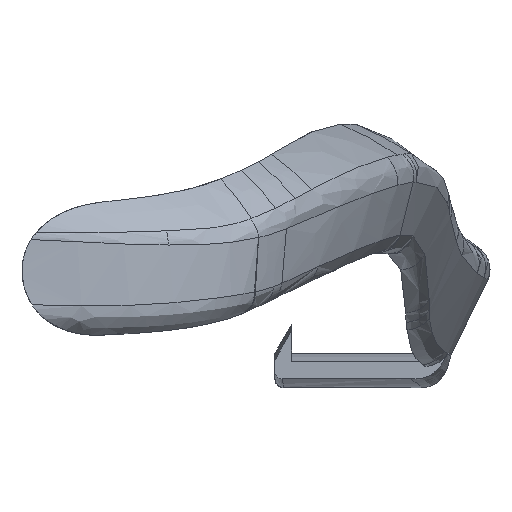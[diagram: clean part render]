
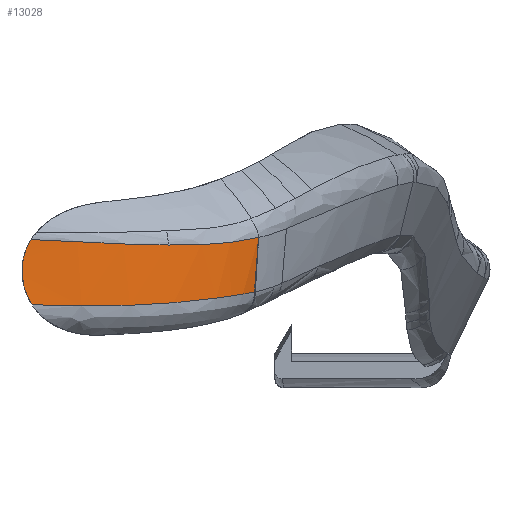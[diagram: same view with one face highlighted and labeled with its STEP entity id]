
A CAD part, left-side view. The second image highlights one B-rep face of the part: STEP entity #13028.
In plain terms, the highlighted free-form (B-spline) face has degree [1, 3] with [2, 9] control points.
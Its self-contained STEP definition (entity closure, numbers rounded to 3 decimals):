
#9015=CARTESIAN_POINT('Vertex',(-67.02,5.653,15.303)) ;
#9276=CARTESIAN_POINT('Vertex',(-70.961,11.043,14.85)) ;
#9280=CARTESIAN_POINT('Control Point',(-67.02,5.653,15.303)) ;
#9281=CARTESIAN_POINT('Control Point',(-67.151,5.778,15.272)) ;
#9282=CARTESIAN_POINT('Control Point',(-67.289,5.911,15.239)) ;
#9283=CARTESIAN_POINT('Control Point',(-67.419,6.043,15.21)) ;
#9284=CARTESIAN_POINT('Control Point',(-67.811,6.447,15.127)) ;
#9285=CARTESIAN_POINT('Control Point',(-68.186,6.865,15.059)) ;
#9286=CARTESIAN_POINT('Control Point',(-68.428,7.151,15.02)) ;
#9287=CARTESIAN_POINT('Control Point',(-68.724,7.517,14.977)) ;
#9288=CARTESIAN_POINT('Control Point',(-69.009,7.893,14.944)) ;
#9289=CARTESIAN_POINT('Control Point',(-69.056,7.957,14.938)) ;
#9290=CARTESIAN_POINT('Control Point',(-69.167,8.106,14.926)) ;
#9291=CARTESIAN_POINT('Control Point',(-69.272,8.252,14.916)) ;
#9292=CARTESIAN_POINT('Control Point',(-69.322,8.322,14.911)) ;
#9293=CARTESIAN_POINT('Control Point',(-69.487,8.556,14.896)) ;
#9294=CARTESIAN_POINT('Control Point',(-69.642,8.785,14.885)) ;
#9295=CARTESIAN_POINT('Control Point',(-69.742,8.934,14.879)) ;
#9296=CARTESIAN_POINT('Control Point',(-69.885,9.155,14.871)) ;
#9297=CARTESIAN_POINT('Control Point',(-70.028,9.386,14.864)) ;
#9298=CARTESIAN_POINT('Control Point',(-70.058,9.434,14.863)) ;
#9299=CARTESIAN_POINT('Control Point',(-70.269,9.777,14.854)) ;
#9300=CARTESIAN_POINT('Control Point',(-70.472,10.125,14.851)) ;
#9301=CARTESIAN_POINT('Control Point',(-70.644,10.435,14.848)) ;
#9302=CARTESIAN_POINT('Control Point',(-70.806,10.738,14.848)) ;
#9303=CARTESIAN_POINT('Control Point',(-70.961,11.043,14.85)) ;
#9348=CARTESIAN_POINT('Vertex',(-73.699,19.218,15.173)) ;
#9352=CARTESIAN_POINT('Control Point',(-70.961,11.043,14.849)) ;
#9353=CARTESIAN_POINT('Control Point',(-71.472,12.048,14.853)) ;
#9354=CARTESIAN_POINT('Control Point',(-72.337,14.103,14.917)) ;
#9355=CARTESIAN_POINT('Control Point',(-73.165,16.862,15.07)) ;
#9356=CARTESIAN_POINT('Control Point',(-73.563,18.571,15.147)) ;
#9357=CARTESIAN_POINT('Control Point',(-73.699,19.218,15.173)) ;
#12903=CARTESIAN_POINT('Control Point',(-66.726,5.893,12.045)) ;
#12904=CARTESIAN_POINT('Control Point',(-66.79,5.837,12.778)) ;
#12905=CARTESIAN_POINT('Control Point',(-66.854,5.782,13.511)) ;
#12906=CARTESIAN_POINT('Control Point',(-66.882,5.757,13.838)) ;
#12907=CARTESIAN_POINT('Control Point',(-66.946,5.701,14.572)) ;
#12908=CARTESIAN_POINT('Control Point',(-67.01,5.646,15.305)) ;
#12909=CARTESIAN_POINT('Vertex',(-66.726,5.893,12.045)) ;
#12959=CARTESIAN_POINT('Control Point',(-67.02,5.653,15.303)) ;
#12960=CARTESIAN_POINT('Control Point',(-67.972,6.556,15.072)) ;
#12961=CARTESIAN_POINT('Control Point',(-69.359,8.223,14.868)) ;
#12962=CARTESIAN_POINT('Control Point',(-70.547,10.229,14.846)) ;
#12963=CARTESIAN_POINT('Control Point',(-71.453,12.009,14.854)) ;
#12964=CARTESIAN_POINT('Control Point',(-72.162,13.698,14.905)) ;
#12965=CARTESIAN_POINT('Control Point',(-73.091,16.541,15.05)) ;
#12966=CARTESIAN_POINT('Control Point',(-73.556,18.482,15.149)) ;
#12967=CARTESIAN_POINT('Control Point',(-73.816,19.786,15.196)) ;
#12968=CARTESIAN_POINT('Control Point',(-66.725,5.894,12.032)) ;
#12969=CARTESIAN_POINT('Control Point',(-67.795,6.671,11.898)) ;
#12970=CARTESIAN_POINT('Control Point',(-69.253,8.27,11.651)) ;
#12971=CARTESIAN_POINT('Control Point',(-70.446,10.252,11.437)) ;
#12972=CARTESIAN_POINT('Control Point',(-71.349,12.02,11.302)) ;
#12973=CARTESIAN_POINT('Control Point',(-72.054,13.703,11.231)) ;
#12974=CARTESIAN_POINT('Control Point',(-72.971,16.543,11.216)) ;
#12975=CARTESIAN_POINT('Control Point',(-73.442,18.477,11.262)) ;
#12976=CARTESIAN_POINT('Control Point',(-73.716,19.774,11.301)) ;
#12978=CARTESIAN_POINT('Control Point',(-73.583,19.159,11.283)) ;
#12979=CARTESIAN_POINT('Control Point',(-73.7,19.605,11.965)) ;
#12980=CARTESIAN_POINT('Control Point',(-73.773,19.868,12.775)) ;
#12981=CARTESIAN_POINT('Control Point',(-73.799,19.896,13.686)) ;
#12982=CARTESIAN_POINT('Control Point',(-73.772,19.65,14.489)) ;
#12983=CARTESIAN_POINT('Control Point',(-73.699,19.218,15.174)) ;
#12984=CARTESIAN_POINT('Vertex',(-73.583,19.159,11.283)) ;
#12988=CARTESIAN_POINT('Control Point',(-69.033,8.162,11.687)) ;
#12989=CARTESIAN_POINT('Control Point',(-69.264,8.458,11.647)) ;
#12990=CARTESIAN_POINT('Control Point',(-69.495,8.772,11.606)) ;
#12991=CARTESIAN_POINT('Control Point',(-69.713,9.093,11.567)) ;
#12992=CARTESIAN_POINT('Control Point',(-70.135,9.742,11.493)) ;
#12993=CARTESIAN_POINT('Control Point',(-70.52,10.411,11.429)) ;
#12994=CARTESIAN_POINT('Control Point',(-70.71,10.763,11.398)) ;
#12995=CARTESIAN_POINT('Control Point',(-71.235,11.789,11.319)) ;
#12996=CARTESIAN_POINT('Control Point',(-71.694,12.843,11.267)) ;
#12997=CARTESIAN_POINT('Control Point',(-71.959,13.512,11.245)) ;
#12998=CARTESIAN_POINT('Control Point',(-72.502,15.027,11.216)) ;
#12999=CARTESIAN_POINT('Control Point',(-72.953,16.571,11.226)) ;
#13000=CARTESIAN_POINT('Control Point',(-73.182,17.43,11.24)) ;
#13001=CARTESIAN_POINT('Control Point',(-73.391,18.293,11.261)) ;
#13002=CARTESIAN_POINT('Control Point',(-73.583,19.159,11.283)) ;
#13003=CARTESIAN_POINT('Vertex',(-69.033,8.162,11.687)) ;
#13007=CARTESIAN_POINT('Control Point',(-66.725,5.894,12.032)) ;
#13008=CARTESIAN_POINT('Control Point',(-66.842,5.979,12.017)) ;
#13009=CARTESIAN_POINT('Control Point',(-66.954,6.064,12.003)) ;
#13010=CARTESIAN_POINT('Control Point',(-67.065,6.15,11.989)) ;
#13011=CARTESIAN_POINT('Control Point',(-67.429,6.446,11.94)) ;
#13012=CARTESIAN_POINT('Control Point',(-67.772,6.758,11.891)) ;
#13013=CARTESIAN_POINT('Control Point',(-67.988,6.968,11.858)) ;
#13014=CARTESIAN_POINT('Control Point',(-68.339,7.333,11.803)) ;
#13015=CARTESIAN_POINT('Control Point',(-68.669,7.713,11.749)) ;
#13016=CARTESIAN_POINT('Control Point',(-68.789,7.856,11.728)) ;
#13017=CARTESIAN_POINT('Control Point',(-68.911,8.006,11.708)) ;
#13018=CARTESIAN_POINT('Control Point',(-69.033,8.162,11.687)) ;
#13021=ORIENTED_EDGE('',*,*,#12986,.F.) ;
#13022=ORIENTED_EDGE('',*,*,#13005,.F.) ;
#13023=ORIENTED_EDGE('',*,*,#13019,.F.) ;
#13024=ORIENTED_EDGE('',*,*,#12911,.T.) ;
#13025=ORIENTED_EDGE('',*,*,#9304,.T.) ;
#13026=ORIENTED_EDGE('',*,*,#9358,.T.) ;
#13028=ADVANCED_FACE('Rim_Attachment_Sample',(#13027),#12958,.F.) ;
#9279=B_SPLINE_CURVE_WITH_KNOTS('',5,(#9280,#9281,#9282,#9283,#9284,#9285,#9286,#9287,#9288,#9289,#9290,#9291,#9292,#9293,#9294,#9295,#9296,#9297,#9298,#9299,#9300,#9301,#9302,#9303),.UNSPECIFIED.,.F.,.U.,(6,3,3,3,3,3,3,6),(0.,1.287,3.886,4.545,5.184,6.683,7.077,9.467),.UNSPECIFIED.) ;
#12902=B_SPLINE_CURVE_WITH_KNOTS('',5,(#12903,#12904,#12905,#12906,#12907,#12908),.UNSPECIFIED.,.F.,.U.,(6,6),(0.,5.218),.UNSPECIFIED.) ;
#12977=B_SPLINE_CURVE_WITH_KNOTS('',5,(#12978,#12979,#12980,#12981,#12982,#12983),.UNSPECIFIED.,.F.,.U.,(6,6),(0.,5.695),.UNSPECIFIED.) ;
#12987=B_SPLINE_CURVE_WITH_KNOTS('',5,(#12988,#12989,#12990,#12991,#12992,#12993,#12994,#12995,#12996,#12997,#12998,#12999,#13000,#13001,#13002),.UNSPECIFIED.,.F.,.U.,(6,3,3,3,6),(4.499,6.919,9.986,15.129,21.493),.UNSPECIFIED.) ;
#13006=B_SPLINE_CURVE_WITH_KNOTS('',5,(#13007,#13008,#13009,#13010,#13011,#13012,#13013,#13014,#13015,#13016,#13017,#13018),.UNSPECIFIED.,.F.,.U.,(6,3,3,6),(0.,0.96,3.228,4.499),.UNSPECIFIED.) ;
#12958=B_SPLINE_SURFACE_WITH_KNOTS('',1,3,((#12959,#12960,#12961,#12962,#12963,#12964,#12965,#12966,#12967),(#12968,#12969,#12970,#12971,#12972,#12973,#12974,#12975,#12976)),.UNSPECIFIED.,.F.,.F.,.U.,(2,2),(4,1,1,1,1,1,4),(0.,3.55),(0.,3.99,6.483,6.982,9.974,11.969,15.958),.UNSPECIFIED.) ;
#9304=EDGE_CURVE('',#9016,#9277,#9279,.T.) ;
#9358=EDGE_CURVE('',#9277,#9349,#9351,.T.) ;
#12911=EDGE_CURVE('',#12910,#9016,#12902,.T.) ;
#12986=EDGE_CURVE('',#12985,#9349,#12977,.T.) ;
#13005=EDGE_CURVE('',#13004,#12985,#12987,.T.) ;
#13019=EDGE_CURVE('',#12910,#13004,#13006,.T.) ;
#13020=EDGE_LOOP('',(#13021,#13022,#13023,#13024,#13025,#13026)) ;
#13027=FACE_OUTER_BOUND('',#13020,.T.) ;
#9016=VERTEX_POINT('',#9015) ;
#9277=VERTEX_POINT('',#9276) ;
#9349=VERTEX_POINT('',#9348) ;
#12910=VERTEX_POINT('',#12909) ;
#12985=VERTEX_POINT('',#12984) ;
#13004=VERTEX_POINT('',#13003) ;
#9351=(BOUNDED_CURVE()B_SPLINE_CURVE(3,(#9352,#9353,#9354,#9355,#9356,#9357),.UNSPECIFIED.,.F.,.U.)B_SPLINE_CURVE_WITH_KNOTS((4,1,1,4),(6.671,9.981,13.292,15.3),.UNSPECIFIED.)CURVE()GEOMETRIC_REPRESENTATION_ITEM()RATIONAL_B_SPLINE_CURVE((1.,1.,1.,1.,1.,1.))REPRESENTATION_ITEM('')) ;
